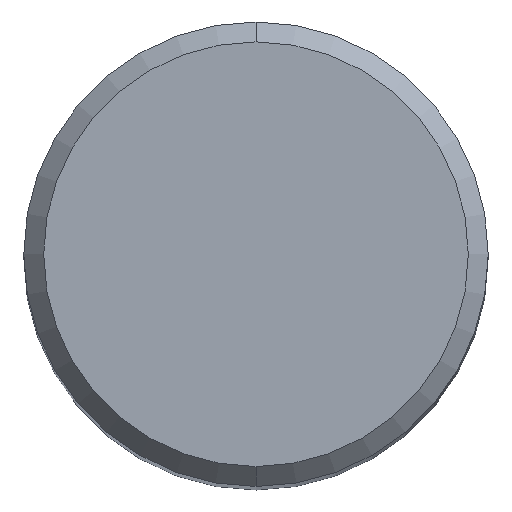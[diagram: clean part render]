
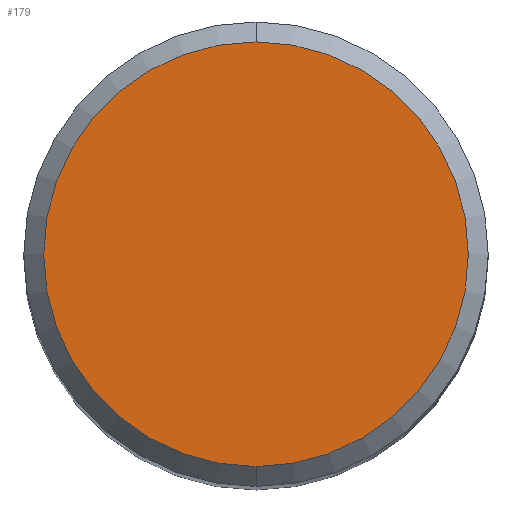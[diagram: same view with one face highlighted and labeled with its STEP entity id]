
A CAD part, top view. The second image highlights one B-rep face of the part: STEP entity #179.
In plain terms, the highlighted planar face has unit normal (0, 0, 1).
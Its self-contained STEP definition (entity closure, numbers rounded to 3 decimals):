
#179=ADVANCED_FACE('',(#486),#487,.T.);
#199=EDGE_CURVE('',#335,#271,#507,.T.);
#271=VERTEX_POINT('',#584);
#335=VERTEX_POINT('',#657);
#345=EDGE_CURVE('',#271,#335,#668,.T.);
#486=FACE_OUTER_BOUND('',#817,.T.);
#487=PLANE('',#818);
#507=CIRCLE('',#884,6.4);
#584=CARTESIAN_POINT('',(0.0,6.4,0.0));
#657=CARTESIAN_POINT('',(0.,-6.4,0.0));
#668=CIRCLE('',#1253,6.4);
#817=EDGE_LOOP('',(#1511,#1512));
#818=AXIS2_PLACEMENT_3D('',#1513,#1514,#1515);
#884=AXIS2_PLACEMENT_3D('',#1525,#1526,#1527);
#1253=AXIS2_PLACEMENT_3D('',#1706,#1707,#1708);
#1511=ORIENTED_EDGE('',*,*,#345,.F.);
#1512=ORIENTED_EDGE('',*,*,#199,.F.);
#1513=CARTESIAN_POINT('',(0.0,3.2,0.0));
#1514=DIRECTION('',(-0.0,0.0,1.0));
#1515=DIRECTION('',(0.0,-1.0,0.0));
#1525=CARTESIAN_POINT('',(0.0,0.0,0.0));
#1526=DIRECTION('',(0.0,0.0,-1.0));
#1527=DIRECTION('',(0.0,1.0,0.0));
#1706=CARTESIAN_POINT('',(0.0,0.0,0.0));
#1707=DIRECTION('',(0.0,0.0,-1.0));
#1708=DIRECTION('',(0.0,1.0,0.0));
